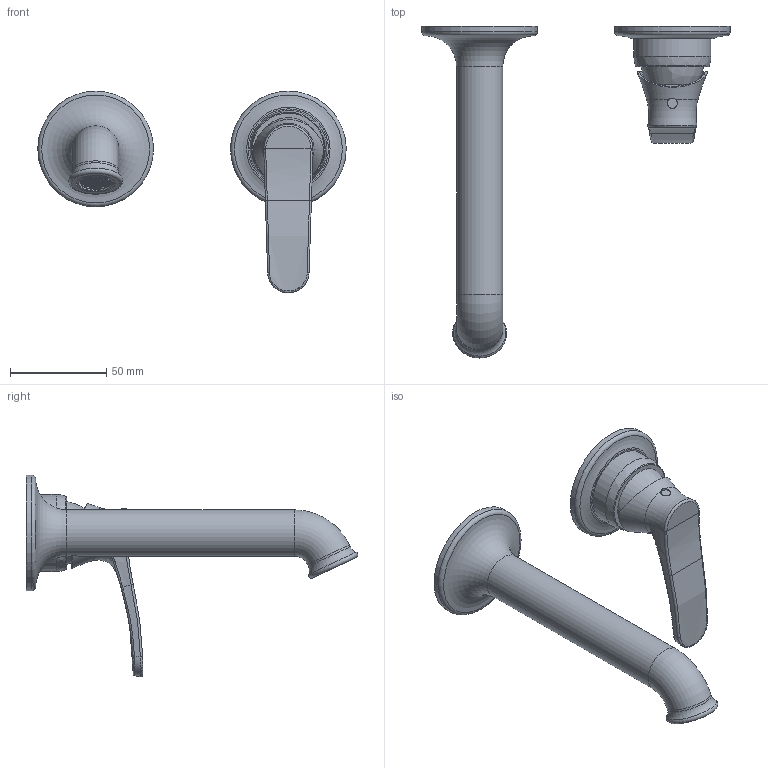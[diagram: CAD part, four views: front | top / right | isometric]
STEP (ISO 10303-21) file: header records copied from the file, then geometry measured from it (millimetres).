
FILE_DESCRIPTION(/* description */ (''),/* implementation_level */ '2;1');
FILE_NAME(/* name */ 'f912fd3a-9d51-4276-b2af-c8c9b8ee06b6.stp',/* time_stamp */ '2019-11-22T07:46:06+00:00',/* author */ (''),/* organization */ (''),/* preprocessor_version */ 'ST-DEVELOPER v18',/* originating_system */ 'Autodesk Translation Framework v8.12.0.6',/* authorisation */ '');
FILE_SCHEMA (('AUTOMOTIVE_DESIGN { 1 0 10303 214 3 1 1 }'));
Length unit declared in the file: millimetre
Products named in the file (1): AD5115
Bounding box: 160 x 172.19 x 104.64 mm (x, y, z)
Volume: 151753.8 mm3; surface area: 45001.9 mm2
Topology: 10 solids, 10 shells, 3587 faces, 11125 edges, 7370 vertices
Faces by surface type: plane 3446, cylinder 65, bspline 44, cone 17, torus 15
Full cylindrical faces by diameter (mm): 2.5 x1, 4 x1, 4.9 x4, 5.2 x2, 6 x1, 11.3 x1, 12 x1, 12.8 x1, 14 x1, 14.5 x1, 14.8 x1, 15 x2, 15.2 x1, 16.4 x3, 16.5 x1, 17 x1, 17.4 x1, 17.5 x1, 18 x2, 19 x1, 19.9 x3, 20.3 x1, 24 x2, 40 x1, 60 x2
Entity records: 136079 total; most frequent: CARTESIAN_POINT 42473, ORIENTED_EDGE 22246, DIRECTION 16133, EDGE_CURVE 11123, VERTEX_POINT 7370, LINE 5473, VECTOR 5473, AXIS2_PLACEMENT_3D 5330
